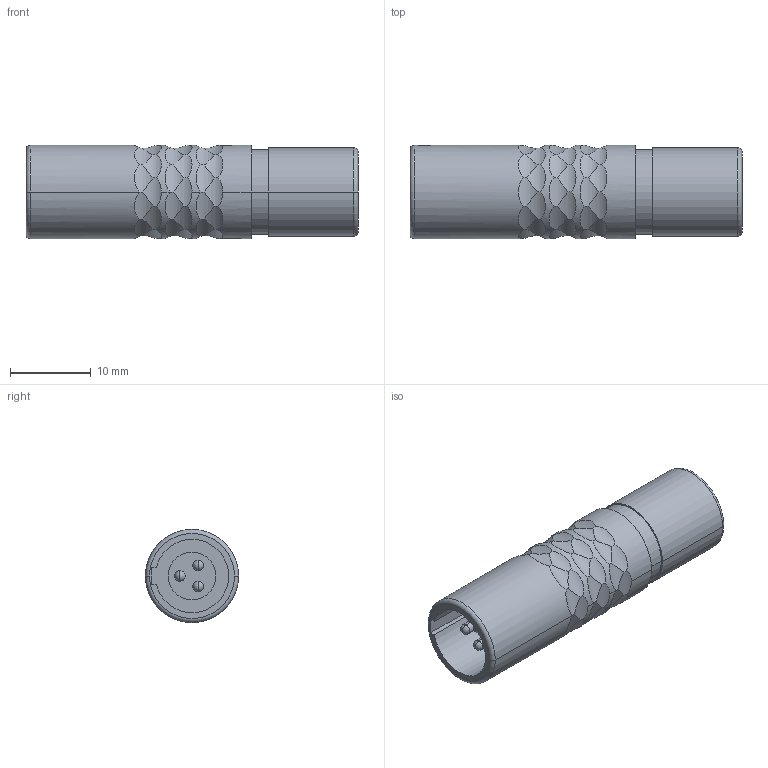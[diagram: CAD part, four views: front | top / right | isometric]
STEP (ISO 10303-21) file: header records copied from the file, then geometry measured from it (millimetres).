
FILE_DESCRIPTION((''),'2;1');
FILE_NAME('K11L0C-P03M','2014-02-04T',('RTrager'),(''),'PRO/ENGINEER BY PARAMETRIC TECHNOLOGY CORPORATION, 2013050','PRO/ENGINEER BY PARAMETRIC TECHNOLOGY CORPORATION, 2013050','');
FILE_SCHEMA(('CONFIG_CONTROL_DESIGN'));
Length unit declared in the file: millimetre
Products named in the file (1): K11L0C-P03M
Bounding box: 41 x 11.5 x 11.5 mm (x, y, z)
Volume: 2787.7 mm3; surface area: 2612.6 mm2
Topology: 1 solids, 1 shells, 146 faces, 382 edges, 245 vertices
Faces by surface type: cylinder 107, plane 21, torus 7, sphere 6, bspline 5
Entity records: 6611 total; most frequent: CARTESIAN_POINT 3358, ORIENTED_EDGE 752, DIRECTION 540, EDGE_CURVE 376, VERTEX_POINT 245, AXIS2_PLACEMENT_3D 232, B_SPLINE_CURVE_WITH_KNOTS 209, EDGE_LOOP 159
